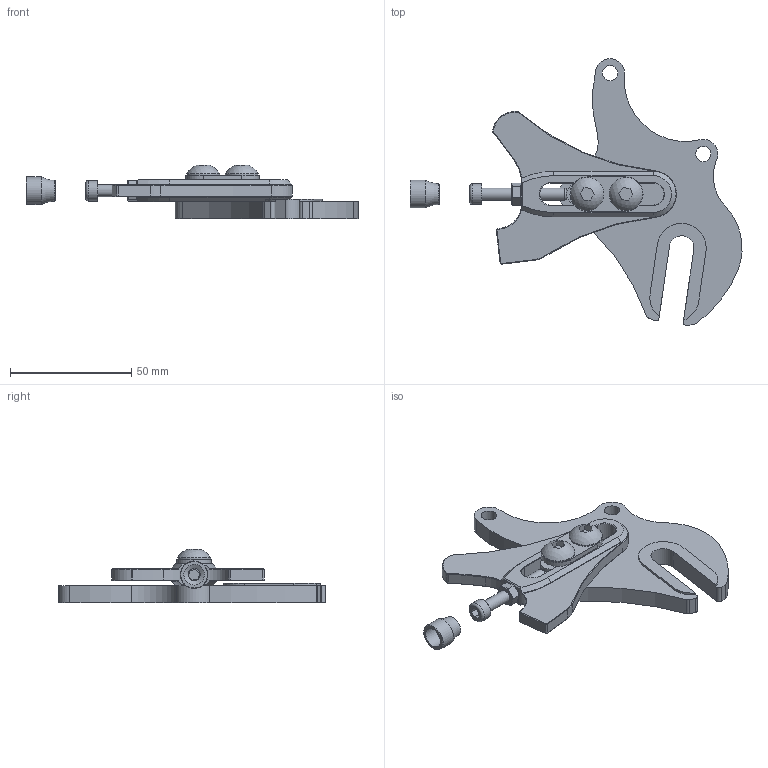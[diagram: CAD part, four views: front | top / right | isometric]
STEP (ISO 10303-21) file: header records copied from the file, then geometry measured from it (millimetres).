
FILE_DESCRIPTION (( 'STEP AP214' ), '1' );
FILE_NAME ('DR4010 flat.STEP', '2013-09-13T16:44:44', ( '' ), ( '' ), 'SwSTEP 2.0', 'SolidWorks 2012', '' );
FILE_SCHEMA (( 'AUTOMOTIVE_DESIGN' ));
Length unit declared in the file: inch
Products named in the file (8): DS0004; DR4010; MS5001; MS2016; MS2013; MS2012; MS1013; DR4010 flat
Assembly tree (8 placements, depth 2):
  DR4010 flat
    MS1013
    MS2012  x2
    MS2013
    MS2016
    MS5001
    DR4010
    DS0004
Bounding box: 137.18 x 110.21 x 22.18 mm (x, y, z)
Volume: 45543.4 mm3; surface area: 22755 mm2
Topology: 8 solids, 8 shells, 205 faces, 477 edges, 295 vertices
Faces by surface type: plane 84, cylinder 73, cone 41, torus 5, sphere 2
Full cylindrical faces by diameter (mm): 5 x4, 6.35 x2, 7.925 x2, 8 x2, 8.3 x2, 8.5 x2, 11.4 x1, 13.7 x2
Entity records: 5815 total; most frequent: CARTESIAN_POINT 1038, DIRECTION 977, ORIENTED_EDGE 848, EDGE_CURVE 424, AXIS2_PLACEMENT_3D 376, VERTEX_POINT 275, EDGE_LOOP 243, LINE 225
